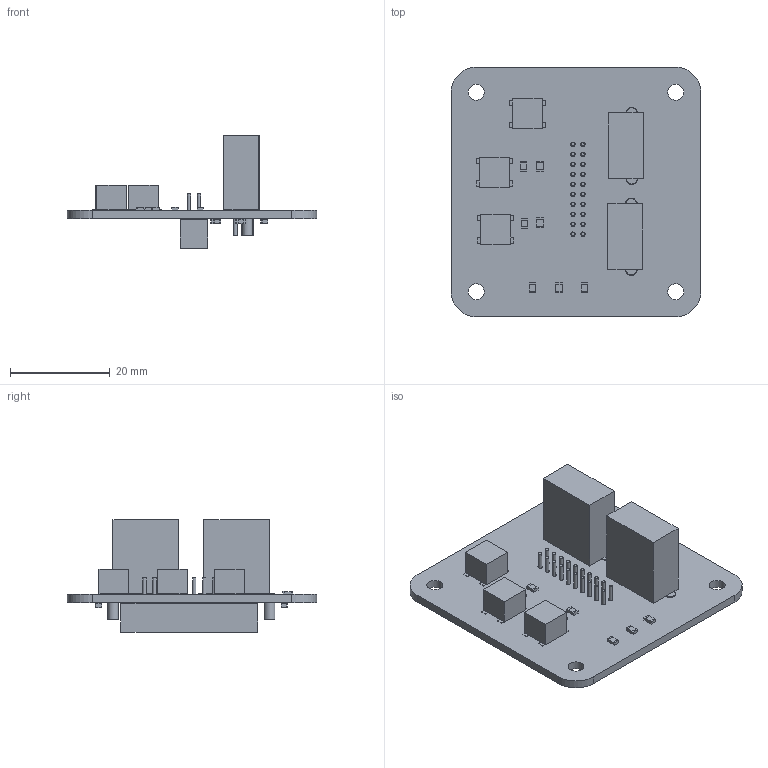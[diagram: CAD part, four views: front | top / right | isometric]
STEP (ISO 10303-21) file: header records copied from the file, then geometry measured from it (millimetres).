
FILE_DESCRIPTION(('Open CASCADE Model'),'2;1');
FILE_NAME('Open CASCADE Shape Model','2021-05-07T00:25:09',('Author'),( 'Open CASCADE'),'Open CASCADE STEP processor 6.8','Open CASCADE 6.8' ,'Unknown');
FILE_SCHEMA(('AUTOMOTIVE_DESIGN { 1 0 10303 214 1 1 1 1 }'));
Length unit declared in the file: millimetre
Products named in the file (51): PCB; Board; Open CASCADE STEP translator 6.8 1.1.1; R8; 6032541648; term1; term2; body; R7; R6; R5; R4; R3; R2; FB6; 5982853248; Fillet1; Fillet2; body2; FB5; 6032541408; FB4; 6032541008; FB3; 6032541728; FB2; FB1; S3; 5982853648; Body; Pins; S2; S1; J19; 6032541168; Leads; J18; J17; 6032541568
Assembly tree (85 placements, depth 4):
  PCB
    Board
      Open CASCADE STEP translator 6.8 1.1.1
    R8
      6032541648
        term1
        term2
        body
    R7
      6032541648
        term1
        term2
        body
    R6
      6032541648
        term1
        term2
        body
    R5
      6032541648
        term1
        term2
        body
    R4
      6032541648
        term1
        term2
        body
    R3
      6032541648
        term1
        term2
        body
    R2
      6032541648
        term1
        term2
        body
    FB6
      5982853248
        Fillet1
        Fillet2
        body2
    FB5
      6032541408
        Fillet1
        Fillet2
        body2
    FB4
      6032541008
        Fillet1
        Fillet2
        body2
    FB3
      6032541728
        Fillet1
        Fillet2
        body2
    FB2
      6032541728
Bounding box: 50 x 50 x 22.59 mm (x, y, z)
Volume: 9579.5 mm3; surface area: 14756.4 mm2
Topology: 530 solids, 530 shells, 1972 faces, 2640 edges, 1680 vertices
Faces by surface type: plane 1292, cylinder 632, sphere 48
Full cylindrical faces by diameter (mm): 0.68 x400, 0.8 x48, 0.88 x20, 1 x8, 2.15 x24, 2.35 x4, 3.2 x4
Entity records: 11028 total; most frequent: DIRECTION 1914, CARTESIAN_POINT 1612, ORIENTED_EDGE 1428, AXIS2_PLACEMENT_3D 746, EDGE_CURVE 714, VERTEX_POINT 444, FACE_BOUND 440, EDGE_LOOP 440
